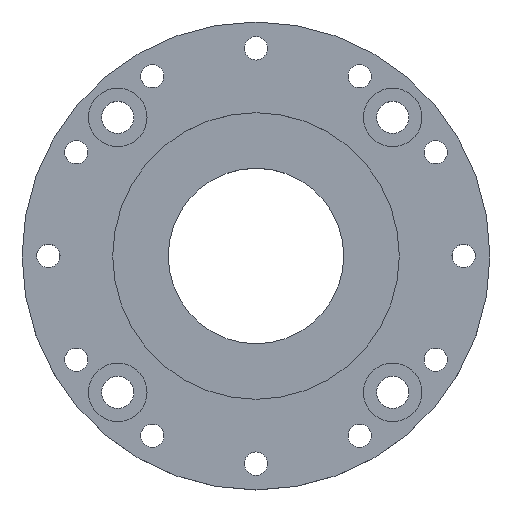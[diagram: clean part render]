
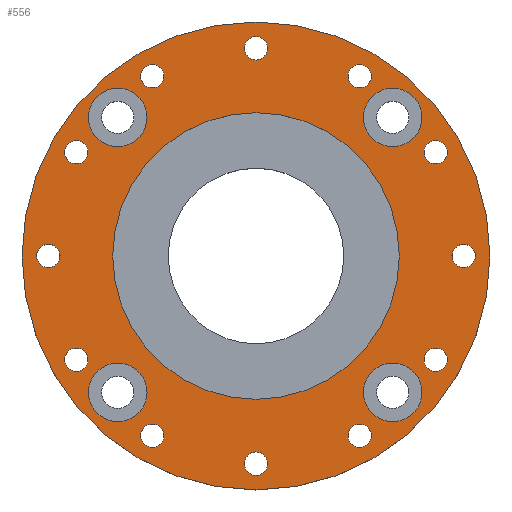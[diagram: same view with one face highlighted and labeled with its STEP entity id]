
A CAD part, top view. The second image highlights one B-rep face of the part: STEP entity #556.
In plain terms, the highlighted planar face has unit normal (0, 0, 1).
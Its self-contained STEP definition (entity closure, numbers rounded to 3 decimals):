
#20=FACE_BOUND('',#125,.T.);
#21=FACE_BOUND('',#126,.T.);
#22=FACE_BOUND('',#127,.T.);
#23=FACE_BOUND('',#128,.T.);
#24=FACE_BOUND('',#129,.T.);
#25=FACE_BOUND('',#130,.T.);
#26=FACE_BOUND('',#131,.T.);
#27=FACE_BOUND('',#132,.T.);
#28=FACE_BOUND('',#133,.T.);
#29=FACE_BOUND('',#134,.T.);
#30=FACE_BOUND('',#135,.T.);
#31=FACE_BOUND('',#136,.T.);
#32=FACE_BOUND('',#137,.T.);
#33=FACE_BOUND('',#138,.T.);
#34=FACE_BOUND('',#139,.T.);
#35=FACE_BOUND('',#140,.T.);
#36=FACE_BOUND('',#141,.T.);
#59=PLANE('',#634);
#89=FACE_OUTER_BOUND('',#124,.T.);
#124=EDGE_LOOP('',(#469));
#125=EDGE_LOOP('',(#470));
#126=EDGE_LOOP('',(#471));
#127=EDGE_LOOP('',(#472));
#128=EDGE_LOOP('',(#473));
#129=EDGE_LOOP('',(#474));
#130=EDGE_LOOP('',(#475));
#131=EDGE_LOOP('',(#476));
#132=EDGE_LOOP('',(#477));
#133=EDGE_LOOP('',(#478));
#134=EDGE_LOOP('',(#479));
#135=EDGE_LOOP('',(#480));
#136=EDGE_LOOP('',(#481));
#137=EDGE_LOOP('',(#482));
#138=EDGE_LOOP('',(#483));
#139=EDGE_LOOP('',(#484));
#140=EDGE_LOOP('',(#485));
#141=EDGE_LOOP('',(#486));
#206=CIRCLE('',#561,24.5);
#209=CIRCLE('',#566,5.);
#212=CIRCLE('',#571,5.);
#215=CIRCLE('',#576,5.);
#218=CIRCLE('',#581,5.);
#224=CIRCLE('',#592,2.);
#226=CIRCLE('',#595,2.);
#228=CIRCLE('',#598,2.);
#231=CIRCLE('',#603,2.);
#233=CIRCLE('',#606,2.);
#235=CIRCLE('',#609,2.);
#237=CIRCLE('',#612,2.);
#239=CIRCLE('',#615,2.);
#241=CIRCLE('',#618,2.);
#243=CIRCLE('',#621,2.);
#245=CIRCLE('',#624,2.);
#248=CIRCLE('',#629,2.);
#250=CIRCLE('',#632,40.);
#252=VERTEX_POINT('',#815);
#255=VERTEX_POINT('',#824);
#258=VERTEX_POINT('',#833);
#261=VERTEX_POINT('',#842);
#264=VERTEX_POINT('',#851);
#270=VERTEX_POINT('',#872);
#272=VERTEX_POINT('',#878);
#274=VERTEX_POINT('',#884);
#277=VERTEX_POINT('',#894);
#279=VERTEX_POINT('',#900);
#281=VERTEX_POINT('',#906);
#283=VERTEX_POINT('',#912);
#285=VERTEX_POINT('',#918);
#287=VERTEX_POINT('',#924);
#289=VERTEX_POINT('',#930);
#291=VERTEX_POINT('',#936);
#294=VERTEX_POINT('',#946);
#296=VERTEX_POINT('',#952);
#298=EDGE_CURVE('',#252,#252,#206,.T.);
#302=EDGE_CURVE('',#255,#255,#209,.T.);
#306=EDGE_CURVE('',#258,#258,#212,.T.);
#310=EDGE_CURVE('',#261,#261,#215,.T.);
#314=EDGE_CURVE('',#264,#264,#218,.T.);
#324=EDGE_CURVE('',#270,#270,#224,.T.);
#327=EDGE_CURVE('',#272,#272,#226,.T.);
#330=EDGE_CURVE('',#274,#274,#228,.T.);
#335=EDGE_CURVE('',#277,#277,#231,.T.);
#338=EDGE_CURVE('',#279,#279,#233,.T.);
#341=EDGE_CURVE('',#281,#281,#235,.T.);
#344=EDGE_CURVE('',#283,#283,#237,.T.);
#347=EDGE_CURVE('',#285,#285,#239,.T.);
#350=EDGE_CURVE('',#287,#287,#241,.T.);
#353=EDGE_CURVE('',#289,#289,#243,.T.);
#356=EDGE_CURVE('',#291,#291,#245,.T.);
#361=EDGE_CURVE('',#294,#294,#248,.T.);
#364=EDGE_CURVE('',#296,#296,#250,.T.);
#469=ORIENTED_EDGE('',*,*,#364,.T.);
#470=ORIENTED_EDGE('',*,*,#298,.T.);
#471=ORIENTED_EDGE('',*,*,#302,.T.);
#472=ORIENTED_EDGE('',*,*,#306,.T.);
#473=ORIENTED_EDGE('',*,*,#310,.T.);
#474=ORIENTED_EDGE('',*,*,#314,.T.);
#475=ORIENTED_EDGE('',*,*,#361,.T.);
#476=ORIENTED_EDGE('',*,*,#356,.T.);
#477=ORIENTED_EDGE('',*,*,#353,.T.);
#478=ORIENTED_EDGE('',*,*,#350,.T.);
#479=ORIENTED_EDGE('',*,*,#347,.T.);
#480=ORIENTED_EDGE('',*,*,#344,.T.);
#481=ORIENTED_EDGE('',*,*,#341,.T.);
#482=ORIENTED_EDGE('',*,*,#338,.T.);
#483=ORIENTED_EDGE('',*,*,#335,.T.);
#484=ORIENTED_EDGE('',*,*,#330,.T.);
#485=ORIENTED_EDGE('',*,*,#327,.T.);
#486=ORIENTED_EDGE('',*,*,#324,.T.);
#556=ADVANCED_FACE('',(#89,#20,#21,#22,#23,#24,#25,#26,#27,#28,#29,#30,
#31,#32,#33,#34,#35,#36),#59,.T.);
#561=AXIS2_PLACEMENT_3D('',#816,#640,#641);
#566=AXIS2_PLACEMENT_3D('',#825,#651,#652);
#571=AXIS2_PLACEMENT_3D('',#834,#662,#663);
#576=AXIS2_PLACEMENT_3D('',#843,#673,#674);
#581=AXIS2_PLACEMENT_3D('',#852,#684,#685);
#592=AXIS2_PLACEMENT_3D('',#873,#710,#711);
#595=AXIS2_PLACEMENT_3D('',#879,#717,#718);
#598=AXIS2_PLACEMENT_3D('',#885,#724,#725);
#603=AXIS2_PLACEMENT_3D('',#895,#736,#737);
#606=AXIS2_PLACEMENT_3D('',#901,#743,#744);
#609=AXIS2_PLACEMENT_3D('',#907,#750,#751);
#612=AXIS2_PLACEMENT_3D('',#913,#757,#758);
#615=AXIS2_PLACEMENT_3D('',#919,#764,#765);
#618=AXIS2_PLACEMENT_3D('',#925,#771,#772);
#621=AXIS2_PLACEMENT_3D('',#931,#778,#779);
#624=AXIS2_PLACEMENT_3D('',#937,#785,#786);
#629=AXIS2_PLACEMENT_3D('',#947,#797,#798);
#632=AXIS2_PLACEMENT_3D('',#953,#804,#805);
#634=AXIS2_PLACEMENT_3D('',#957,#809,#810);
#640=DIRECTION('center_axis',(0.,0.,-1.));
#641=DIRECTION('ref_axis',(1.,0.,0.));
#651=DIRECTION('center_axis',(0.,0.,-1.));
#652=DIRECTION('ref_axis',(1.,0.,0.));
#662=DIRECTION('center_axis',(0.,0.,-1.));
#663=DIRECTION('ref_axis',(1.,0.,0.));
#673=DIRECTION('center_axis',(0.,0.,-1.));
#674=DIRECTION('ref_axis',(1.,0.,0.));
#684=DIRECTION('center_axis',(0.,0.,-1.));
#685=DIRECTION('ref_axis',(1.,0.,0.));
#710=DIRECTION('center_axis',(0.,0.,-1.));
#711=DIRECTION('ref_axis',(-1.,0.,0.));
#717=DIRECTION('center_axis',(0.,0.,-1.));
#718=DIRECTION('ref_axis',(-1.,0.,0.));
#724=DIRECTION('center_axis',(0.,0.,-1.));
#725=DIRECTION('ref_axis',(-1.,0.,0.));
#736=DIRECTION('center_axis',(0.,0.,-1.));
#737=DIRECTION('ref_axis',(-1.,0.,0.));
#743=DIRECTION('center_axis',(0.,0.,-1.));
#744=DIRECTION('ref_axis',(-1.,0.,0.));
#750=DIRECTION('center_axis',(0.,0.,-1.));
#751=DIRECTION('ref_axis',(-1.,0.,0.));
#757=DIRECTION('center_axis',(0.,0.,-1.));
#758=DIRECTION('ref_axis',(-1.,0.,0.));
#764=DIRECTION('center_axis',(0.,0.,-1.));
#765=DIRECTION('ref_axis',(-1.,0.,0.));
#771=DIRECTION('center_axis',(0.,0.,-1.));
#772=DIRECTION('ref_axis',(-1.,0.,0.));
#778=DIRECTION('center_axis',(0.,0.,-1.));
#779=DIRECTION('ref_axis',(-1.,0.,0.));
#785=DIRECTION('center_axis',(0.,0.,-1.));
#786=DIRECTION('ref_axis',(-1.,0.,0.));
#797=DIRECTION('center_axis',(0.,0.,-1.));
#798=DIRECTION('ref_axis',(-1.,0.,0.));
#804=DIRECTION('center_axis',(0.,0.,1.));
#805=DIRECTION('ref_axis',(-1.,0.,0.));
#809=DIRECTION('center_axis',(0.,0.,1.));
#810=DIRECTION('ref_axis',(-1.,0.,0.));
#815=CARTESIAN_POINT('',(-24.5,0.,7.6));
#816=CARTESIAN_POINT('Origin',(0.,0.,7.6));
#824=CARTESIAN_POINT('',(-28.633,23.684,7.6));
#825=CARTESIAN_POINT('Origin',(-23.633,23.684,7.6));
#833=CARTESIAN_POINT('',(-28.633,-23.316,7.6));
#834=CARTESIAN_POINT('Origin',(-23.633,-23.316,7.6));
#842=CARTESIAN_POINT('',(18.367,-23.316,7.6));
#843=CARTESIAN_POINT('Origin',(23.367,-23.316,7.6));
#851=CARTESIAN_POINT('',(18.367,23.684,7.6));
#852=CARTESIAN_POINT('Origin',(23.367,23.684,7.6));
#872=CARTESIAN_POINT('',(-15.75,30.744,7.6));
#873=CARTESIAN_POINT('Origin',(-17.75,30.744,7.6));
#878=CARTESIAN_POINT('',(-33.5,0.,7.6));
#879=CARTESIAN_POINT('Origin',(-35.5,0.,7.6));
#884=CARTESIAN_POINT('',(-28.744,17.75,7.6));
#885=CARTESIAN_POINT('Origin',(-30.744,17.75,7.6));
#894=CARTESIAN_POINT('',(-28.744,-17.75,7.6));
#895=CARTESIAN_POINT('Origin',(-30.744,-17.75,7.6));
#900=CARTESIAN_POINT('',(19.75,-30.744,7.6));
#901=CARTESIAN_POINT('Origin',(17.75,-30.744,7.6));
#906=CARTESIAN_POINT('',(2.,35.5,7.6));
#907=CARTESIAN_POINT('Origin',(0.,35.5,7.6));
#912=CARTESIAN_POINT('',(19.75,30.744,7.6));
#913=CARTESIAN_POINT('Origin',(17.75,30.744,7.6));
#918=CARTESIAN_POINT('',(-15.75,-30.744,7.6));
#919=CARTESIAN_POINT('Origin',(-17.75,-30.744,7.6));
#924=CARTESIAN_POINT('',(32.744,-17.75,7.6));
#925=CARTESIAN_POINT('Origin',(30.744,-17.75,7.6));
#930=CARTESIAN_POINT('',(32.744,17.75,7.6));
#931=CARTESIAN_POINT('Origin',(30.744,17.75,7.6));
#936=CARTESIAN_POINT('',(37.5,0.,7.6));
#937=CARTESIAN_POINT('Origin',(35.5,0.,7.6));
#946=CARTESIAN_POINT('',(2.,-35.5,7.6));
#947=CARTESIAN_POINT('Origin',(0.,-35.5,7.6));
#952=CARTESIAN_POINT('',(40.,0.,7.6));
#953=CARTESIAN_POINT('Origin',(0.,0.,7.6));
#957=CARTESIAN_POINT('Origin',(0.,0.,7.6));
